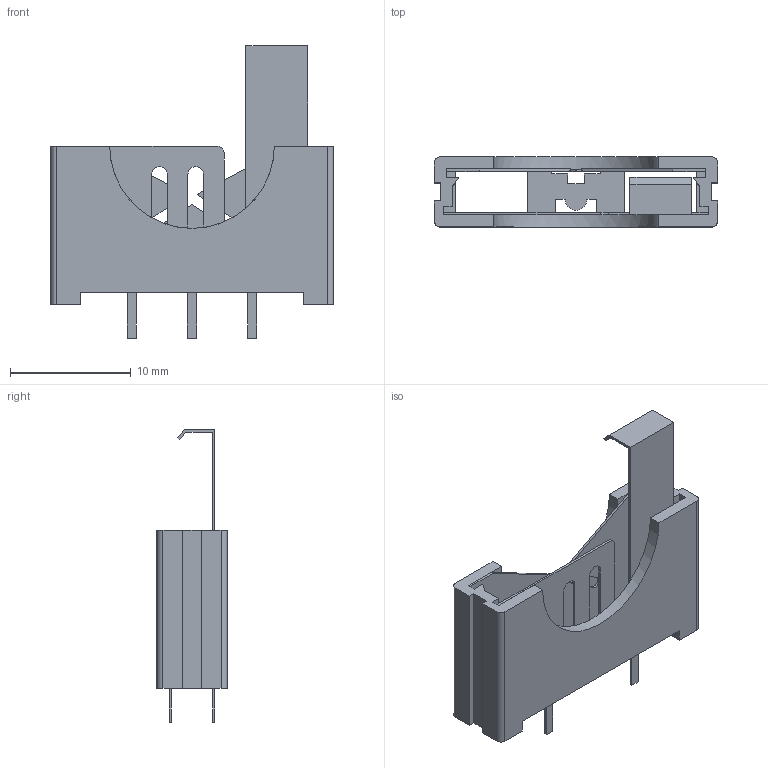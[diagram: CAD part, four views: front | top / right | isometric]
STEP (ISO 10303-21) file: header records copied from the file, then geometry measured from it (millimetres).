
FILE_DESCRIPTION(('FreeCAD Model'),'2;1');
FILE_NAME('Open CASCADE Shape Model','2024-04-25T15:12:03',( 'kicad StepUp'),('ksu MCAD'),'Open CASCADE STEP processor 7.6', 'FreeCAD','Unknown');
FILE_SCHEMA(('AUTOMOTIVE_DESIGN { 1 0 10303 214 1 1 1 1 }'));
Length unit declared in the file: millimetre
Products named in the file (1): Compound
Bounding box: 23.42 x 5.8 x 24.21 mm (x, y, z)
Volume: 646.5 mm3; surface area: 2378.1 mm2
Topology: 3 solids, 3 shells, 143 faces, 430 edges, 287 vertices
Faces by surface type: plane 126, cylinder 17
Entity records: 5826 total; most frequent: CARTESIAN_POINT 861, ORIENTED_EDGE 860, DIRECTION 757, EDGE_CURVE 430, LINE 391, VECTOR 391, VERTEX_POINT 287, AXIS2_PLACEMENT_3D 183
